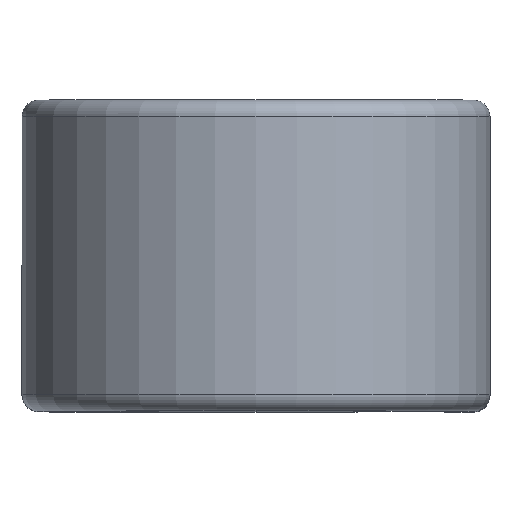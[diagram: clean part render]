
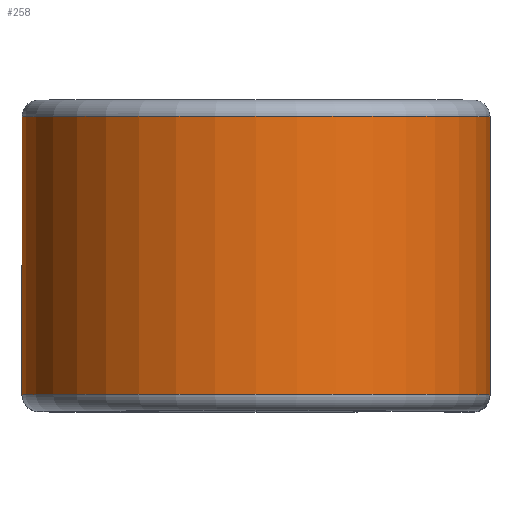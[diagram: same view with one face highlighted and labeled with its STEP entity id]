
A CAD part, top view. The second image highlights one B-rep face of the part: STEP entity #258.
In plain terms, the highlighted cylindrical face has radius 10.744 mm (diameter 21.488 mm), a partial arc.
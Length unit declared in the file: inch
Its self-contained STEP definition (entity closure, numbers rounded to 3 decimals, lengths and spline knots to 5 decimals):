
#70 = ORIENTED_EDGE ( 'NONE', *, *, #2263, .F. ) ;
#90 = VERTEX_POINT ( 'NONE', #1611 ) ;
#171 = CARTESIAN_POINT ( 'NONE',  ( 0.423, 0.25125, 0.625 ) ) ;
#258 = ADVANCED_FACE ( 'NONE', ( #994 ), #692, .T. ) ;
#379 = CIRCLE ( 'NONE', #746, 0.423 ) ;
#410 = DIRECTION ( 'NONE',  ( 0., 1., 0. ) ) ;
#564 = VECTOR ( 'NONE', #1281, 39.37008 ) ;
#572 = CARTESIAN_POINT ( 'NONE',  ( -0.423, 0.25125, 0.625 ) ) ;
#633 = CARTESIAN_POINT ( 'NONE',  ( 0.423, -0.25125, 0.625 ) ) ;
#692 = CYLINDRICAL_SURFACE ( 'NONE', #2706, 0.423 ) ;
#746 = AXIS2_PLACEMENT_3D ( 'NONE', #2682, #1300, #2928 ) ;
#804 = CARTESIAN_POINT ( 'NONE',  ( 0., 0.25, 0.625 ) ) ;
#994 = FACE_OUTER_BOUND ( 'NONE', #2472, .T. ) ;
#1186 = CARTESIAN_POINT ( 'NONE',  ( 0., 0.25125, 0.625 ) ) ;
#1253 = CARTESIAN_POINT ( 'NONE',  ( 0.423, 0.25125, 0.625 ) ) ;
#1281 = DIRECTION ( 'NONE',  ( 0., 1., 0. ) ) ;
#1300 = DIRECTION ( 'NONE',  ( 0., -1., 0. ) ) ;
#1333 = AXIS2_PLACEMENT_3D ( 'NONE', #1186, #2811, #1426 ) ;
#1344 = LINE ( 'NONE', #572, #564 ) ;
#1369 = VERTEX_POINT ( 'NONE', #633 ) ;
#1415 = LINE ( 'NONE', #171, #1960 ) ;
#1426 = DIRECTION ( 'NONE',  ( 0., 0., -1. ) ) ;
#1478 = EDGE_CURVE ( 'NONE', #1369, #90, #379, .T. ) ;
#1500 = CARTESIAN_POINT ( 'NONE',  ( -0.423, 0.25125, 0.625 ) ) ;
#1611 = CARTESIAN_POINT ( 'NONE',  ( -0.423, -0.25125, 0.625 ) ) ;
#1613 = EDGE_CURVE ( 'NONE', #1369, #2571, #1415, .T. ) ;
#1618 = ORIENTED_EDGE ( 'NONE', *, *, #2392, .T. ) ;
#1784 = ORIENTED_EDGE ( 'NONE', *, *, #1478, .F. ) ;
#1960 = VECTOR ( 'NONE', #410, 39.37008 ) ;
#1964 = DIRECTION ( 'NONE',  ( 0., 0., -1. ) ) ;
#1984 = CIRCLE ( 'NONE', #1333, 0.423 ) ;
#2188 = DIRECTION ( 'NONE',  ( 0., -1., 0. ) ) ;
#2263 = EDGE_CURVE ( 'NONE', #90, #2585, #1344, .T. ) ;
#2392 = EDGE_CURVE ( 'NONE', #2571, #2585, #1984, .T. ) ;
#2472 = EDGE_LOOP ( 'NONE', ( #2794, #1618, #70, #1784 ) ) ;
#2571 = VERTEX_POINT ( 'NONE', #1253 ) ;
#2585 = VERTEX_POINT ( 'NONE', #1500 ) ;
#2682 = CARTESIAN_POINT ( 'NONE',  ( 0., -0.25125, 0.625 ) ) ;
#2706 = AXIS2_PLACEMENT_3D ( 'NONE', #804, #2188, #1964 ) ;
#2794 = ORIENTED_EDGE ( 'NONE', *, *, #1613, .T. ) ;
#2811 = DIRECTION ( 'NONE',  ( 0., -1., 0. ) ) ;
#2928 = DIRECTION ( 'NONE',  ( 0., 0., -1. ) ) ;
